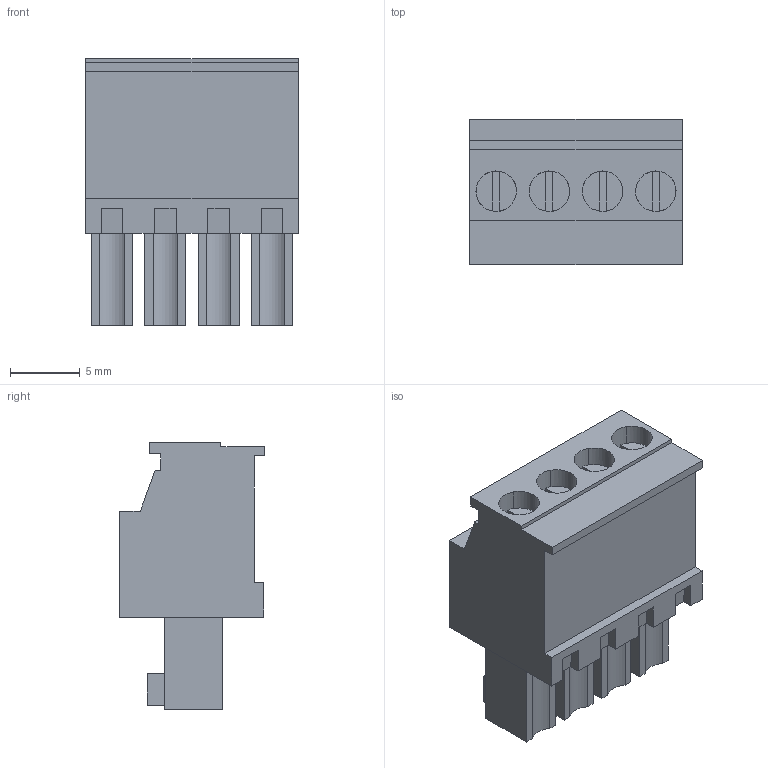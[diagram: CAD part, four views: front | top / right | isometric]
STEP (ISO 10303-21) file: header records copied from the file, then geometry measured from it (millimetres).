
FILE_DESCRIPTION(('CATIA V5 STEP Exchange','CAx-IF Rec.Pracs.--- Model Styling and Organization---1.2---2011-12-15'),'2;1');
FILE_NAME ('D1456426_0_1798550000_1798550000.stp','2017-04-12T06:53:45+00:00',('none'),('Weidmueller'),'CATIA Version 5-6 Release 2014','CATIA V5 STEP AP214','none');
FILE_SCHEMA(('AUTOMOTIVE_DESIGN { 1 0 10303 214 1 1 1 1 }'));
Length unit declared in the file: millimetre
Products named in the file (1): 1798550000
Bounding box: 15.24 x 10.4 x 19.1 mm (x, y, z)
Volume: 1871.7 mm3; surface area: 1676.1 mm2
Topology: 5 solids, 5 shells, 186 faces, 480 edges, 324 vertices
Faces by surface type: plane 158, cylinder 28
Entity records: 5427 total; most frequent: CARTESIAN_POINT 998, ORIENTED_EDGE 960, DIRECTION 770, EDGE_CURVE 480, VECTOR 408, LINE 408, VERTEX_POINT 324, AXIS2_PLACEMENT_3D 214
